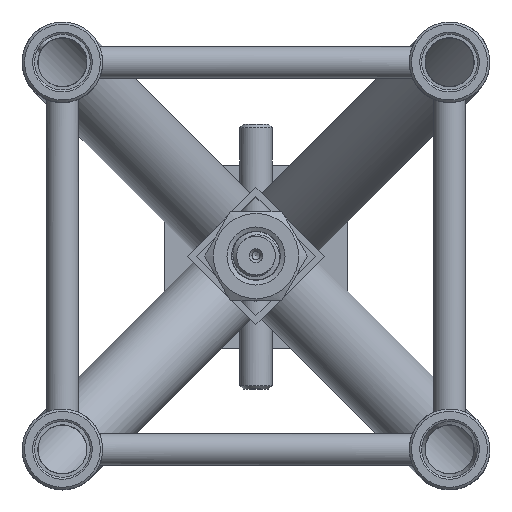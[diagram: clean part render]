
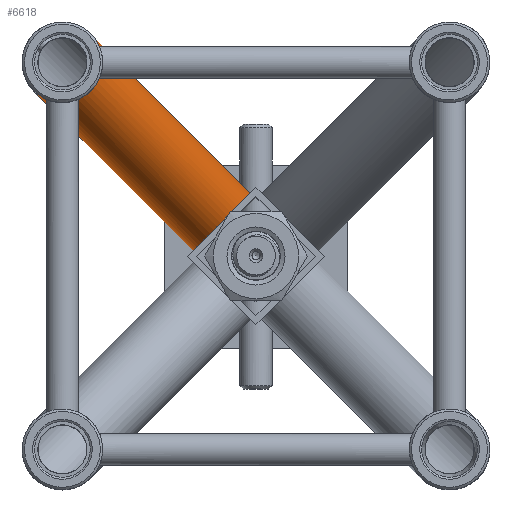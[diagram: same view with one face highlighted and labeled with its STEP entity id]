
A CAD part, top view. The second image highlights one B-rep face of the part: STEP entity #6618.
In plain terms, the highlighted cylindrical face has radius 25 mm (diameter 50 mm), a full revolution.
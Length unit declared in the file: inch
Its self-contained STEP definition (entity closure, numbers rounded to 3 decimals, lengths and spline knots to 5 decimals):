
#807=FACE_OUTER_BOUND('',#1127,.T.);
#1127=EDGE_LOOP('',(#4276,#4277,#4278,#4279,#4280,#4281));
#1491=ELLIPSE('',#7085,1.086,0.98425);
#1492=ELLIPSE('',#7086,1.086,0.98425);
#1493=ELLIPSE('',#7087,1.086,0.98425);
#1498=ELLIPSE('',#7097,1.28485,0.98425);
#1526=LINE('',#9381,#1797);
#1797=VECTOR('',#7736,0.98425);
#2344=VERTEX_POINT('',#9217);
#2345=VERTEX_POINT('',#9219);
#2346=VERTEX_POINT('',#9221);
#2356=VERTEX_POINT('',#9380);
#3155=EDGE_CURVE('',#2345,#2344,#1491,.T.);
#3156=EDGE_CURVE('',#2346,#2345,#1492,.T.);
#3157=EDGE_CURVE('',#2344,#2346,#1493,.T.);
#3169=EDGE_CURVE('',#2344,#2356,#1526,.T.);
#3170=EDGE_CURVE('',#2356,#2356,#1498,.T.);
#4276=ORIENTED_EDGE('',*,*,#3155,.T.);
#4277=ORIENTED_EDGE('',*,*,#3169,.T.);
#4278=ORIENTED_EDGE('',*,*,#3170,.F.);
#4279=ORIENTED_EDGE('',*,*,#3169,.F.);
#4280=ORIENTED_EDGE('',*,*,#3157,.T.);
#4281=ORIENTED_EDGE('',*,*,#3156,.T.);
#6453=CYLINDRICAL_SURFACE('',#7096,0.98425);
#6618=ADVANCED_FACE('',(#807),#6453,.T.);
#7085=AXIS2_PLACEMENT_3D('',#9220,#7710,#7711);
#7086=AXIS2_PLACEMENT_3D('',#9222,#7712,#7713);
#7087=AXIS2_PLACEMENT_3D('',#9223,#7714,#7715);
#7096=AXIS2_PLACEMENT_3D('',#9379,#7734,#7735);
#7097=AXIS2_PLACEMENT_3D('',#9382,#7737,#7738);
#7710=DIRECTION('center_axis',(0.299,-0.299,-0.906));
#7711=DIRECTION('ref_axis',(0.641,-0.641,0.423));
#7712=DIRECTION('center_axis',(0.299,-0.299,-0.906));
#7713=DIRECTION('ref_axis',(0.641,-0.641,0.423));
#7714=DIRECTION('center_axis',(0.299,-0.299,-0.906));
#7715=DIRECTION('ref_axis',(0.641,-0.641,0.423));
#7734=DIRECTION('center_axis',(0.542,-0.542,-0.643));
#7735=DIRECTION('ref_axis',(0.455,-0.455,0.766));
#7736=DIRECTION('',(0.542,-0.542,-0.643));
#7737=DIRECTION('center_axis',(0.707,-0.707,0.));
#7738=DIRECTION('ref_axis',(0.,0.,
1.));
#9217=CARTESIAN_POINT('',(14.80629,60.11627,-120.48016));
#9219=CARTESIAN_POINT('',(14.80629,58.72433,-120.0212));
#9220=CARTESIAN_POINT('Origin',(15.50226,59.4203,-120.0212));
#9221=CARTESIAN_POINT('',(16.19823,60.11627,-120.0212));
#9222=CARTESIAN_POINT('Origin',(15.50226,59.4203,-120.0212));
#9223=CARTESIAN_POINT('Origin',(15.50226,59.4203,-120.0212));
#9379=CARTESIAN_POINT('Origin',(19.8387,55.08386,-125.1671));
#9380=CARTESIAN_POINT('',(19.39134,55.53122,-125.92108));
#9381=CARTESIAN_POINT('',(19.39134,55.53122,-125.92108));
#9382=CARTESIAN_POINT('Origin',(19.39134,55.53122,-124.63623));
